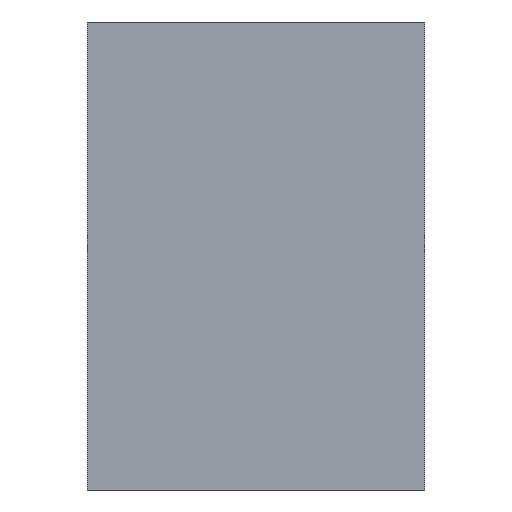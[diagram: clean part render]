
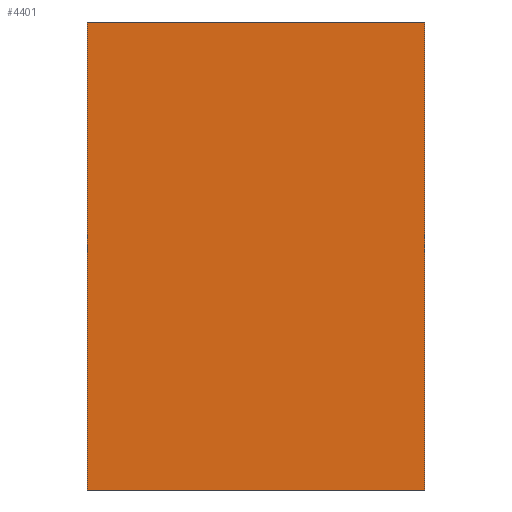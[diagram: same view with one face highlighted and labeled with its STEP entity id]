
A CAD part, left-side view. The second image highlights one B-rep face of the part: STEP entity #4401.
In plain terms, the highlighted planar face has unit normal (-1, 0, 0).
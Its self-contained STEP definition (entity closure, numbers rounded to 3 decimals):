
#2377=CARTESIAN_POINT('POINT145',(6.35,355.6,518.16));
#2378=VERTEX_POINT('VERTEX145',#2377);
#2395=CARTESIAN_POINT('POINT148',(6.35,355.6,27.94));
#2396=VERTEX_POINT('VERTEX148',#2395);
#2403=CARTESIAN_POINT('POS292',(6.35,355.6,27.94));
#2404=DIRECTION('DIR508',(0.,0.,1.));
#2405=VECTOR('VEC76',#2404,25.4);
#2406=LINE('STRAIGHT76',#2403,#2405);
#2407=EDGE_CURVE('EDGE220',#2396,#2378,#2406,.T.);
#4371=CARTESIAN_POINT('POINT253',(6.35,2.54,518.16));
#4372=VERTEX_POINT('VERTEX253',#4371);
#4373=CARTESIAN_POINT('POS502',(6.35,2.54,518.16));
#4374=DIRECTION('DIR867',(0.,1.,0.));
#4375=VECTOR('VEC137',#4374,25.4);
#4376=LINE('STRAIGHT137',#4373,#4375);
#4377=EDGE_CURVE('EDGE377',#4372,#2378,#4376,.T.);
#4378=ORIENTED_EDGE('COEDGE625',*,*,#4377,.T.);
#4379=ORIENTED_EDGE('COEDGE626',*,*,#2407,.F.);
#4380=CARTESIAN_POINT('POINT254',(6.35,2.54,27.94));
#4381=VERTEX_POINT('VERTEX254',#4380);
#4382=CARTESIAN_POINT('POS503',(6.35,2.54,27.94));
#4383=DIRECTION('DIR868',(0.,1.,0.));
#4384=VECTOR('VEC138',#4383,25.4);
#4385=LINE('STRAIGHT138',#4382,#4384);
#4386=EDGE_CURVE('EDGE378',#4381,#2396,#4385,.T.);
#4387=ORIENTED_EDGE('COEDGE627',*,*,#4386,.F.);
#4388=CARTESIAN_POINT('POS504',(6.35,2.54,27.94));
#4389=DIRECTION('DIR869',(0.,0.,1.));
#4390=VECTOR('VEC139',#4389,25.4);
#4391=LINE('STRAIGHT139',#4388,#4390);
#4392=EDGE_CURVE('EDGE379',#4381,#4372,#4391,.T.);
#4393=ORIENTED_EDGE('COEDGE628',*,*,#4392,.T.);
#4394=EDGE_LOOP('NONE',(#4378,#4379,#4387,#4393));
#4395=FACE_BOUND('LOOP1',#4394,.T.);
#4396=CARTESIAN_POINT('POS505',(6.35,2.54,27.94));
#4397=DIRECTION('DIR870',(-1.,0.,0.));
#4398=DIRECTION('DIR871',(0.,1.,0.));
#4399=AXIS2_PLACEMENT_3D('AXIS366',#4396,#4397,#4398);
#4400=PLANE('PLANE6',#4399);
#4401=ADVANCED_FACE('FACE126',(#4395),#4400,.T.);
